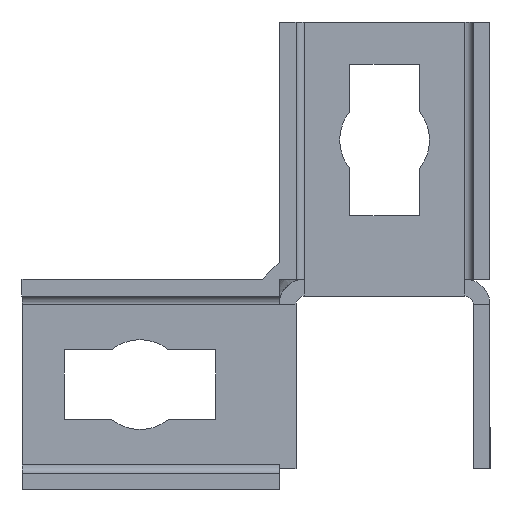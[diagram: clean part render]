
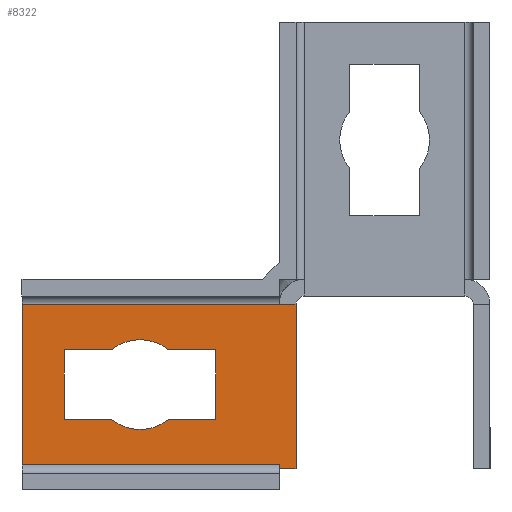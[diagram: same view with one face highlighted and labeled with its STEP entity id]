
A CAD part, front view. The second image highlights one B-rep face of the part: STEP entity #8322.
In plain terms, the highlighted planar face has unit normal (0, -1, 0).
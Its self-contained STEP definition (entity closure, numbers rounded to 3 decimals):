
#872=CARTESIAN_POINT('',(-50.206,-40.419,-37.122));
#873=VERTEX_POINT('',#872);
#1055=CARTESIAN_POINT('',(-50.206,-40.419,-76.122));
#1056=VERTEX_POINT('',#1055);
#1065=CARTESIAN_POINT('',(-50.206,-40.419,-75.122));
#1066=VERTEX_POINT('',#1065);
#1067=CARTESIAN_POINT('',(-50.206,-40.419,-75.122));
#1068=DIRECTION('',(0.0,0.0,-1.0));
#1069=VECTOR('',#1068,1.);
#1070=LINE('',#1067,#1069);
#1071=EDGE_CURVE('',#1066,#1056,#1070,.T.);
#1105=CARTESIAN_POINT('',(-101.206,-40.419,-47.872));
#1106=VERTEX_POINT('',#1105);
#1107=CARTESIAN_POINT('',(-89.941,-40.419,-47.872));
#1108=VERTEX_POINT('',#1107);
#1109=CARTESIAN_POINT('',(-101.206,-40.419,-47.872));
#1110=DIRECTION('',(1.0,0.0,0.0));
#1111=VECTOR('',#1110,11.265);
#1112=LINE('',#1109,#1111);
#1113=EDGE_CURVE('',#1106,#1108,#1112,.T.);
#1145=CARTESIAN_POINT('',(-76.471,-40.419,-47.872));
#1146=VERTEX_POINT('',#1145);
#1147=CARTESIAN_POINT('',(-83.206,-40.419,-56.122));
#1148=DIRECTION('',(0.,1.0,0.));
#1149=DIRECTION('',(-0.632,0.,0.775));
#1150=AXIS2_PLACEMENT_3D('',#1147,#1148,#1149);
#1151=CIRCLE('',#1150,10.65);
#1152=EDGE_CURVE('',#1108,#1146,#1151,.T.);
#1178=CARTESIAN_POINT('',(-65.206,-40.419,-47.872));
#1179=VERTEX_POINT('',#1178);
#1180=CARTESIAN_POINT('',(-76.471,-40.419,-47.872));
#1181=DIRECTION('',(1.0,0.0,0.0));
#1182=VECTOR('',#1181,11.265);
#1183=LINE('',#1180,#1182);
#1184=EDGE_CURVE('',#1146,#1179,#1183,.T.);
#1209=CARTESIAN_POINT('',(-65.206,-40.419,-64.372));
#1210=VERTEX_POINT('',#1209);
#1211=CARTESIAN_POINT('',(-65.206,-40.419,-47.872));
#1212=DIRECTION('',(0.0,0.0,-1.0));
#1213=VECTOR('',#1212,16.5);
#1214=LINE('',#1211,#1213);
#1215=EDGE_CURVE('',#1179,#1210,#1214,.T.);
#1240=CARTESIAN_POINT('',(-76.471,-40.419,-64.372));
#1241=VERTEX_POINT('',#1240);
#1242=CARTESIAN_POINT('',(-65.206,-40.419,-64.372));
#1243=DIRECTION('',(-1.0,0.0,0.0));
#1244=VECTOR('',#1243,11.265);
#1245=LINE('',#1242,#1244);
#1246=EDGE_CURVE('',#1210,#1241,#1245,.T.);
#1271=CARTESIAN_POINT('',(-89.941,-40.419,-64.372));
#1272=VERTEX_POINT('',#1271);
#1273=CARTESIAN_POINT('',(-83.206,-40.419,-56.122));
#1274=DIRECTION('',(0.,1.0,0.));
#1275=DIRECTION('',(0.632,0.,-0.775));
#1276=AXIS2_PLACEMENT_3D('',#1273,#1274,#1275);
#1277=CIRCLE('',#1276,10.65);
#1278=EDGE_CURVE('',#1241,#1272,#1277,.T.);
#1304=CARTESIAN_POINT('',(-101.206,-40.419,-64.372));
#1305=VERTEX_POINT('',#1304);
#1306=CARTESIAN_POINT('',(-89.941,-40.419,-64.372));
#1307=DIRECTION('',(-1.0,0.0,0.0));
#1308=VECTOR('',#1307,11.265);
#1309=LINE('',#1306,#1308);
#1310=EDGE_CURVE('',#1272,#1305,#1309,.T.);
#1335=CARTESIAN_POINT('',(-101.206,-40.419,-64.372));
#1336=DIRECTION('',(0.0,0.0,1.0));
#1337=VECTOR('',#1336,16.5);
#1338=LINE('',#1335,#1337);
#1339=EDGE_CURVE('',#1305,#1106,#1338,.T.);
#1900=CARTESIAN_POINT('',(-111.206,-40.419,-37.122));
#1901=VERTEX_POINT('',#1900);
#1909=CARTESIAN_POINT('',(-111.206,-40.419,-37.122));
#1910=DIRECTION('',(1.0,0.0,0.0));
#1911=VECTOR('',#1910,61.0);
#1912=LINE('',#1909,#1911);
#1913=EDGE_CURVE('',#1901,#873,#1912,.T.);
#2085=CARTESIAN_POINT('',(-111.206,-40.419,-75.122));
#2086=VERTEX_POINT('',#2085);
#2087=CARTESIAN_POINT('',(-111.206,-40.419,-75.122));
#2088=DIRECTION('',(1.0,0.0,0.0));
#2089=VECTOR('',#2088,61.0);
#2090=LINE('',#2087,#2089);
#2091=EDGE_CURVE('',#2086,#1066,#2090,.T.);
#2212=CARTESIAN_POINT('',(-111.206,-40.419,-75.122));
#2213=DIRECTION('',(0.0,0.0,1.0));
#2214=VECTOR('',#2213,38.0);
#2215=LINE('',#2212,#2214);
#2216=EDGE_CURVE('',#2086,#1901,#2215,.T.);
#8279=CARTESIAN_POINT('',(-46.206,-40.419,-37.122));
#8280=DIRECTION('',(0.0,-1.0,0.0));
#8281=DIRECTION('',(-1.0,0.0,0.0));
#8282=AXIS2_PLACEMENT_3D('',#8279,#8280,#8281);
#8283=PLANE('',#8282);
#8284=CARTESIAN_POINT('',(-46.206,-40.419,-37.122));
#8285=VERTEX_POINT('',#8284);
#8286=CARTESIAN_POINT('',(-46.206,-40.419,-37.122));
#8287=DIRECTION('',(-1.0,0.0,0.0));
#8288=VECTOR('',#8287,4.);
#8289=LINE('',#8286,#8288);
#8290=EDGE_CURVE('',#8285,#873,#8289,.T.);
#8291=ORIENTED_EDGE('',*,*,#8290,.T.);
#8292=ORIENTED_EDGE('',*,*,#1913,.F.);
#8293=ORIENTED_EDGE('',*,*,#2216,.F.);
#8294=ORIENTED_EDGE('',*,*,#2091,.T.);
#8295=ORIENTED_EDGE('',*,*,#1071,.T.);
#8296=CARTESIAN_POINT('',(-46.206,-40.419,-76.122));
#8297=VERTEX_POINT('',#8296);
#8298=CARTESIAN_POINT('',(-46.206,-40.419,-76.122));
#8299=DIRECTION('',(-1.0,0.0,0.0));
#8300=VECTOR('',#8299,4.);
#8301=LINE('',#8298,#8300);
#8302=EDGE_CURVE('',#8297,#1056,#8301,.T.);
#8303=ORIENTED_EDGE('',*,*,#8302,.F.);
#8304=CARTESIAN_POINT('',(-46.206,-40.419,-37.122));
#8305=DIRECTION('',(0.0,0.0,-1.0));
#8306=VECTOR('',#8305,39.);
#8307=LINE('',#8304,#8306);
#8308=EDGE_CURVE('',#8285,#8297,#8307,.T.);
#8309=ORIENTED_EDGE('',*,*,#8308,.F.);
#8310=EDGE_LOOP('',(#8291,#8292,#8293,#8294,#8295,#8303,#8309));
#8311=FACE_OUTER_BOUND('',#8310,.T.);
#8312=ORIENTED_EDGE('',*,*,#1113,.T.);
#8313=ORIENTED_EDGE('',*,*,#1152,.T.);
#8314=ORIENTED_EDGE('',*,*,#1184,.T.);
#8315=ORIENTED_EDGE('',*,*,#1215,.T.);
#8316=ORIENTED_EDGE('',*,*,#1246,.T.);
#8317=ORIENTED_EDGE('',*,*,#1278,.T.);
#8318=ORIENTED_EDGE('',*,*,#1310,.T.);
#8319=ORIENTED_EDGE('',*,*,#1339,.T.);
#8320=EDGE_LOOP('',(#8312,#8313,#8314,#8315,#8316,#8317,#8318,#8319));
#8321=FACE_BOUND('',#8320,.T.);
#8322=ADVANCED_FACE('',(#8311,#8321),#8283,.T.);
